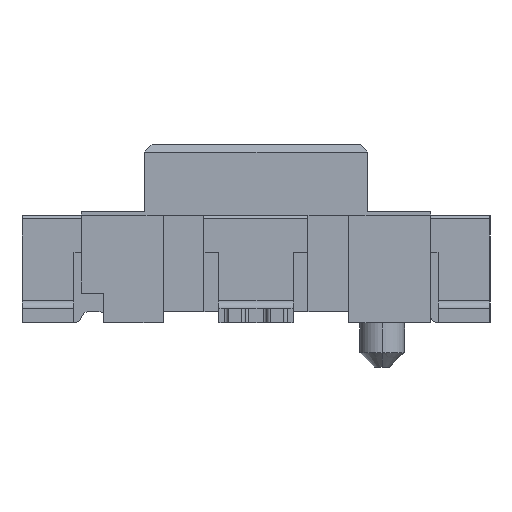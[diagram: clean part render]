
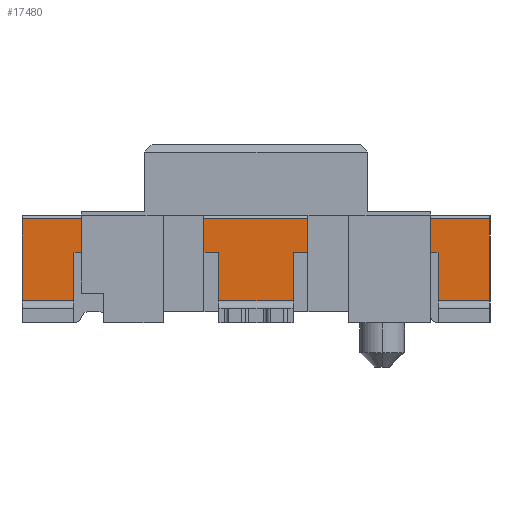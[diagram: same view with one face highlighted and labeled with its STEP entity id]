
A CAD part, left-side view. The second image highlights one B-rep face of the part: STEP entity #17480.
In plain terms, the highlighted planar face has unit normal (-1, 0, 0).
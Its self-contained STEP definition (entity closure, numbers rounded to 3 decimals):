
#2846=DIRECTION('',(0.,0.,1.));
#2847=VECTOR('',#2846,0.65);
#2848=CARTESIAN_POINT('',(-6.045,2.45,-2.1));
#2849=LINE('',#2848,#2847);
#2909=DIRECTION('',(0.,0.,1.));
#2910=VECTOR('',#2909,0.65);
#2911=CARTESIAN_POINT('',(-6.045,0.5,-2.1));
#2912=LINE('',#2911,#2910);
#3149=DIRECTION('',(0.,0.,1.));
#3150=VECTOR('',#3149,0.65);
#3151=CARTESIAN_POINT('',(-6.045,-0.5,-2.1));
#3152=LINE('',#3151,#3150);
#3434=DIRECTION('',(0.,1.,0.));
#3435=VECTOR('',#3434,1.65);
#3436=CARTESIAN_POINT('',(-6.045,-2.35,-1.45));
#3437=LINE('',#3436,#3435);
#3446=DIRECTION('',(0.,1.,0.));
#3447=VECTOR('',#3446,1.65);
#3448=CARTESIAN_POINT('',(-6.045,0.7,-1.45));
#3449=LINE('',#3448,#3447);
#3502=DIRECTION('',(0.,1.,0.));
#3503=VECTOR('',#3502,0.2);
#3504=CARTESIAN_POINT('',(-6.045,-0.7,-1.45));
#3505=LINE('',#3504,#3503);
#3506=DIRECTION('',(0.,1.,0.));
#3507=VECTOR('',#3506,1.);
#3508=CARTESIAN_POINT('',(-6.045,-0.5,-2.1));
#3509=LINE('',#3508,#3507);
#3510=DIRECTION('',(0.,1.,0.));
#3511=VECTOR('',#3510,0.2);
#3512=CARTESIAN_POINT('',(-6.045,0.5,-1.45));
#3513=LINE('',#3512,#3511);
#3514=DIRECTION('',(0.,1.,0.));
#3515=VECTOR('',#3514,0.1);
#3516=CARTESIAN_POINT('',(-6.045,2.35,-1.45));
#3517=LINE('',#3516,#3515);
#3518=DIRECTION('',(0.,-1.,0.));
#3519=VECTOR('',#3518,0.7);
#3520=CARTESIAN_POINT('',(-6.045,3.15,-2.1));
#3521=LINE('',#3520,#3519);
#3522=DIRECTION('',(0.,0.,1.));
#3523=VECTOR('',#3522,1.1);
#3524=CARTESIAN_POINT('',(-6.045,3.15,-2.1));
#3525=LINE('',#3524,#3523);
#3526=DIRECTION('',(0.,0.,-1.));
#3527=VECTOR('',#3526,1.1);
#3528=CARTESIAN_POINT('',(-6.045,-3.15,-1.));
#3529=LINE('',#3528,#3527);
#3530=DIRECTION('',(0.,1.,0.));
#3531=VECTOR('',#3530,0.7);
#3532=CARTESIAN_POINT('',(-6.045,-3.15,-2.1));
#3533=LINE('',#3532,#3531);
#3534=DIRECTION('',(0.,1.,0.));
#3535=VECTOR('',#3534,0.1);
#3536=CARTESIAN_POINT('',(-6.045,-2.45,-1.45));
#3537=LINE('',#3536,#3535);
#3936=DIRECTION('',(0.,0.,1.));
#3937=VECTOR('',#3936,0.65);
#3938=CARTESIAN_POINT('',(-6.045,-2.45,-2.1));
#3939=LINE('',#3938,#3937);
#4010=DIRECTION('',(0.,1.,0.));
#4011=VECTOR('',#4010,6.3);
#4012=CARTESIAN_POINT('',(-6.045,-3.15,-1.));
#4013=LINE('',#4012,#4011);
#12012=CARTESIAN_POINT('',(-6.045,-3.15,-1.));
#12014=VERTEX_POINT('',#12012);
#12028=CARTESIAN_POINT('',(-6.045,3.15,-1.));
#12030=VERTEX_POINT('',#12028);
#12052=CARTESIAN_POINT('',(-6.045,3.15,-2.1));
#12053=VERTEX_POINT('',#12052);
#12076=CARTESIAN_POINT('',(-6.045,2.45,-2.1));
#12077=VERTEX_POINT('',#12076);
#12089=CARTESIAN_POINT('',(-6.045,2.45,-1.45));
#12091=VERTEX_POINT('',#12089);
#12108=CARTESIAN_POINT('',(-6.045,-3.15,-2.1));
#12109=VERTEX_POINT('',#12108);
#12132=CARTESIAN_POINT('',(-6.045,-2.45,-2.1));
#12133=VERTEX_POINT('',#12132);
#12144=CARTESIAN_POINT('',(-6.045,-2.45,-1.45));
#12145=VERTEX_POINT('',#12144);
#12157=CARTESIAN_POINT('',(-6.045,-0.5,-2.1));
#12159=VERTEX_POINT('',#12157);
#12173=CARTESIAN_POINT('',(-6.045,0.5,-2.1));
#12175=VERTEX_POINT('',#12173);
#12189=CARTESIAN_POINT('',(-6.045,-0.5,-1.45));
#12191=VERTEX_POINT('',#12189);
#12193=CARTESIAN_POINT('',(-6.045,0.5,-1.45));
#12195=VERTEX_POINT('',#12193);
#12341=CARTESIAN_POINT('',(-6.045,-2.35,-1.45));
#12343=VERTEX_POINT('',#12341);
#12349=CARTESIAN_POINT('',(-6.045,2.35,-1.45));
#12351=VERTEX_POINT('',#12349);
#12364=CARTESIAN_POINT('',(-6.045,-0.7,-1.45));
#12365=VERTEX_POINT('',#12364);
#12366=CARTESIAN_POINT('',(-6.045,0.7,-1.45));
#12367=VERTEX_POINT('',#12366);
#17450=CARTESIAN_POINT('',(-6.045,-3.15,-1.45));
#17451=DIRECTION('',(-1.,0.,0.));
#17452=DIRECTION('',(0.,0.,1.));
#17453=AXIS2_PLACEMENT_3D('',#17450,#17451,#17452);
#17454=PLANE('',#17453);
#17455=ORIENTED_EDGE('',*,*,#17428,.T.);
#17456=ORIENTED_EDGE('',*,*,#16873,.F.);
#17458=ORIENTED_EDGE('',*,*,#17457,.T.);
#17459=ORIENTED_EDGE('',*,*,#16578,.T.);
#17460=ORIENTED_EDGE('',*,*,#17445,.T.);
#17461=ORIENTED_EDGE('',*,*,#17350,.T.);
#17462=ORIENTED_EDGE('',*,*,#17401,.T.);
#17463=ORIENTED_EDGE('',*,*,#16501,.F.);
#17465=ORIENTED_EDGE('',*,*,#17464,.F.);
#17467=ORIENTED_EDGE('',*,*,#17466,.T.);
#17469=ORIENTED_EDGE('',*,*,#17468,.F.);
#17471=ORIENTED_EDGE('',*,*,#17470,.T.);
#17473=ORIENTED_EDGE('',*,*,#17472,.T.);
#17475=ORIENTED_EDGE('',*,*,#17474,.T.);
#17476=ORIENTED_EDGE('',*,*,#17417,.T.);
#17477=ORIENTED_EDGE('',*,*,#17335,.T.);
#17478=EDGE_LOOP('',(#17455,#17456,#17458,#17459,#17460,#17461,#17462,#17463,
#17465,#17467,#17469,#17471,#17473,#17475,#17476,#17477));
#17479=FACE_OUTER_BOUND('',#17478,.F.);
#16501=EDGE_CURVE('',#12077,#12091,#2849,.T.);
#16578=EDGE_CURVE('',#12175,#12195,#2912,.T.);
#16873=EDGE_CURVE('',#12159,#12191,#3152,.T.);
#17335=EDGE_CURVE('',#12343,#12365,#3437,.T.);
#17350=EDGE_CURVE('',#12367,#12351,#3449,.T.);
#17401=EDGE_CURVE('',#12351,#12091,#3517,.T.);
#17417=EDGE_CURVE('',#12145,#12343,#3537,.T.);
#17428=EDGE_CURVE('',#12365,#12191,#3505,.T.);
#17445=EDGE_CURVE('',#12195,#12367,#3513,.T.);
#17457=EDGE_CURVE('',#12159,#12175,#3509,.T.);
#17464=EDGE_CURVE('',#12053,#12077,#3521,.T.);
#17466=EDGE_CURVE('',#12053,#12030,#3525,.T.);
#17468=EDGE_CURVE('',#12014,#12030,#4013,.T.);
#17470=EDGE_CURVE('',#12014,#12109,#3529,.T.);
#17472=EDGE_CURVE('',#12109,#12133,#3533,.T.);
#17474=EDGE_CURVE('',#12133,#12145,#3939,.T.);
#17480=ADVANCED_FACE('',(#17479),#17454,.T.);
